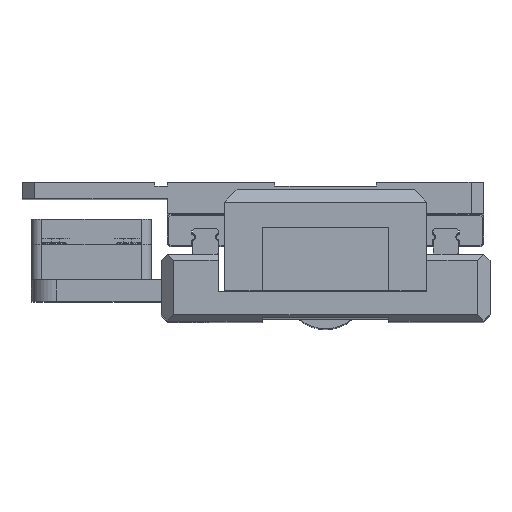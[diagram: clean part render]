
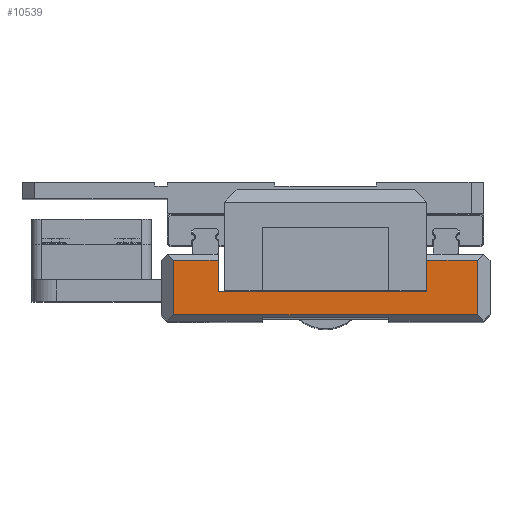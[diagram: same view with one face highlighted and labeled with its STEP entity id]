
A CAD part, top view. The second image highlights one B-rep face of the part: STEP entity #10539.
In plain terms, the highlighted face is planar.
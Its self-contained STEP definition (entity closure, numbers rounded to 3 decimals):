
#104 = VECTOR ( 'NONE', #43598, 1000. ) ;
#940 = VERTEX_POINT ( 'NONE', #41332 ) ;
#1156 = VERTEX_POINT ( 'NONE', #42749 ) ;
#1864 = DIRECTION ( 'NONE',  ( 1., 0., 0. ) ) ;
#2786 = DIRECTION ( 'NONE',  ( 0., 0., -1. ) ) ;
#2904 = VERTEX_POINT ( 'NONE', #31523 ) ;
#3362 = VECTOR ( 'NONE', #23992, 1000. ) ;
#3421 = ORIENTED_EDGE ( 'NONE', *, *, #42582, .T. ) ;
#4881 = DIRECTION ( 'NONE',  ( 0., -1., 0. ) ) ;
#5082 = VERTEX_POINT ( 'NONE', #18636 ) ;
#5161 = LINE ( 'NONE', #35657, #18848 ) ;
#5325 = VERTEX_POINT ( 'NONE', #33551 ) ;
#5382 = FACE_OUTER_BOUND ( 'NONE', #29136, .T. ) ;
#5400 = VERTEX_POINT ( 'NONE', #21250 ) ;
#5978 = VERTEX_POINT ( 'NONE', #14939 ) ;
#6982 = ORIENTED_EDGE ( 'NONE', *, *, #57636, .T. ) ;
#8139 = CARTESIAN_POINT ( 'NONE',  ( 86., 2.5, -7.8 ) ) ;
#8421 = CARTESIAN_POINT ( 'NONE',  ( 86., 2.5, 8.3 ) ) ;
#8773 = VECTOR ( 'NONE', #51850, 1000. ) ;
#10359 = CIRCLE ( 'NONE', #52452, 0.2 ) ;
#10539 = ADVANCED_FACE ( 'NONE', ( #5382 ), #38184, .T. ) ;
#11193 = EDGE_CURVE ( 'NONE', #16266, #11560, #10359, .T. ) ;
#11560 = VERTEX_POINT ( 'NONE', #50533 ) ;
#12048 = VERTEX_POINT ( 'NONE', #25595 ) ;
#12661 = EDGE_CURVE ( 'NONE', #36009, #12048, #5161, .T. ) ;
#13374 = DIRECTION ( 'NONE',  ( -1., 0., 0. ) ) ;
#13562 = CARTESIAN_POINT ( 'NONE',  ( 86., 2.5, -8. ) ) ;
#14939 = CARTESIAN_POINT ( 'NONE',  ( 86., 2.5, 8.5 ) ) ;
#15482 = LINE ( 'NONE', #32486, #3362 ) ;
#16266 = VERTEX_POINT ( 'NONE', #45963 ) ;
#17495 = CARTESIAN_POINT ( 'NONE',  ( 86., 2.3, -8. ) ) ;
#17781 = LINE ( 'NONE', #52957, #34454 ) ;
#18636 = CARTESIAN_POINT ( 'NONE',  ( 86., 0.5, 12. ) ) ;
#18848 = VECTOR ( 'NONE', #27159, 1000. ) ;
#19027 = ORIENTED_EDGE ( 'NONE', *, *, #11193, .T. ) ;
#21250 = CARTESIAN_POINT ( 'NONE',  ( 86., 2.4, -8. ) ) ;
#22154 = DIRECTION ( 'NONE',  ( 0., 0., -1. ) ) ;
#23868 = ORIENTED_EDGE ( 'NONE', *, *, #56406, .T. ) ;
#23992 = DIRECTION ( 'NONE',  ( 0., 1., 0. ) ) ;
#24318 = CARTESIAN_POINT ( 'NONE',  ( 86., 2.3, 8.5 ) ) ;
#25595 = CARTESIAN_POINT ( 'NONE',  ( 86., 4.8, 12. ) ) ;
#26190 = CARTESIAN_POINT ( 'NONE',  ( 86., 4.8, -8. ) ) ;
#27159 = DIRECTION ( 'NONE',  ( 0., 0., 1. ) ) ;
#27521 = ORIENTED_EDGE ( 'NONE', *, *, #53354, .T. ) ;
#28806 = DIRECTION ( 'NONE',  ( 0., 1., 0. ) ) ;
#29136 = EDGE_LOOP ( 'NONE', ( #3421, #40043, #19027, #45793, #27521, #40271, #55846, #29534, #23868, #30346, #35976, #6982 ) ) ;
#29237 = VECTOR ( 'NONE', #54711, 1000. ) ;
#29529 = LINE ( 'NONE', #38053, #104 ) ;
#29534 = ORIENTED_EDGE ( 'NONE', *, *, #56178, .T. ) ;
#29698 = VECTOR ( 'NONE', #38680, 1000. ) ;
#30346 = ORIENTED_EDGE ( 'NONE', *, *, #55025, .T. ) ;
#30528 = EDGE_CURVE ( 'NONE', #5400, #16266, #44479, .T. ) ;
#30558 = LINE ( 'NONE', #26190, #47824 ) ;
#31523 = CARTESIAN_POINT ( 'NONE',  ( 86., 0.5, -12. ) ) ;
#32342 = EDGE_CURVE ( 'NONE', #11560, #1156, #34260, .T. ) ;
#32387 = AXIS2_PLACEMENT_3D ( 'NONE', #8421, #13374, #22154 ) ;
#32486 = CARTESIAN_POINT ( 'NONE',  ( 86., 5.3, 8.5 ) ) ;
#33274 = LINE ( 'NONE', #38839, #42915 ) ;
#33551 = CARTESIAN_POINT ( 'NONE',  ( 86., 4.8, -12. ) ) ;
#34260 = LINE ( 'NONE', #24318, #8773 ) ;
#34386 = DIRECTION ( 'NONE',  ( 0., 0., 1. ) ) ;
#34454 = VECTOR ( 'NONE', #4881, 1000. ) ;
#35657 = CARTESIAN_POINT ( 'NONE',  ( 86., 4.8, 12. ) ) ;
#35976 = ORIENTED_EDGE ( 'NONE', *, *, #42800, .T. ) ;
#36009 = VERTEX_POINT ( 'NONE', #45599 ) ;
#38053 = CARTESIAN_POINT ( 'NONE',  ( 86., 0., -8. ) ) ;
#38184 = PLANE ( 'NONE',  #54279 ) ;
#38383 = LINE ( 'NONE', #47160, #29698 ) ;
#38680 = DIRECTION ( 'NONE',  ( 0., 1., 0. ) ) ;
#38839 = CARTESIAN_POINT ( 'NONE',  ( 86., 0.5, 5. ) ) ;
#39185 = DIRECTION ( 'NONE',  ( -1., 0., 0. ) ) ;
#40043 = ORIENTED_EDGE ( 'NONE', *, *, #30528, .T. ) ;
#40207 = VECTOR ( 'NONE', #44176, 1000. ) ;
#40271 = ORIENTED_EDGE ( 'NONE', *, *, #50372, .T. ) ;
#40369 = CARTESIAN_POINT ( 'NONE',  ( 86., 2.4, 0. ) ) ;
#41332 = CARTESIAN_POINT ( 'NONE',  ( 86., 4.8, -8. ) ) ;
#42582 = EDGE_CURVE ( 'NONE', #42940, #5400, #29529, .T. ) ;
#42749 = CARTESIAN_POINT ( 'NONE',  ( 86., 2.3, 8.3 ) ) ;
#42800 = EDGE_CURVE ( 'NONE', #5325, #940, #30558, .T. ) ;
#42915 = VECTOR ( 'NONE', #2786, 1000. ) ;
#42940 = VERTEX_POINT ( 'NONE', #13562 ) ;
#43598 = DIRECTION ( 'NONE',  ( 0., -1., 0. ) ) ;
#44176 = DIRECTION ( 'NONE',  ( 0., -1., 0. ) ) ;
#44479 = LINE ( 'NONE', #40369, #29237 ) ;
#45599 = CARTESIAN_POINT ( 'NONE',  ( 86., 4.8, 8.5 ) ) ;
#45793 = ORIENTED_EDGE ( 'NONE', *, *, #32342, .T. ) ;
#45963 = CARTESIAN_POINT ( 'NONE',  ( 86., 2.4, -7.973 ) ) ;
#47160 = CARTESIAN_POINT ( 'NONE',  ( 86., 4.8, -12. ) ) ;
#47824 = VECTOR ( 'NONE', #34386, 1000. ) ;
#49112 = LINE ( 'NONE', #17495, #40207 ) ;
#50144 = CIRCLE ( 'NONE', #32387, 0.2 ) ;
#50372 = EDGE_CURVE ( 'NONE', #5978, #36009, #15482, .T. ) ;
#50533 = CARTESIAN_POINT ( 'NONE',  ( 86., 2.3, -7.8 ) ) ;
#51365 = CARTESIAN_POINT ( 'NONE',  ( 86., 0., 0. ) ) ;
#51850 = DIRECTION ( 'NONE',  ( 0., 0., 1. ) ) ;
#52452 = AXIS2_PLACEMENT_3D ( 'NONE', #8139, #39185, #56179 ) ;
#52957 = CARTESIAN_POINT ( 'NONE',  ( 86., 0.5, 12. ) ) ;
#53354 = EDGE_CURVE ( 'NONE', #1156, #5978, #50144, .T. ) ;
#54279 = AXIS2_PLACEMENT_3D ( 'NONE', #51365, #1864, #28806 ) ;
#54711 = DIRECTION ( 'NONE',  ( 0., 0., 1. ) ) ;
#55025 = EDGE_CURVE ( 'NONE', #2904, #5325, #38383, .T. ) ;
#55846 = ORIENTED_EDGE ( 'NONE', *, *, #12661, .T. ) ;
#56178 = EDGE_CURVE ( 'NONE', #12048, #5082, #17781, .T. ) ;
#56179 = DIRECTION ( 'NONE',  ( 0., 0., -1. ) ) ;
#56406 = EDGE_CURVE ( 'NONE', #5082, #2904, #33274, .T. ) ;
#57636 = EDGE_CURVE ( 'NONE', #940, #42940, #49112, .T. ) ;
